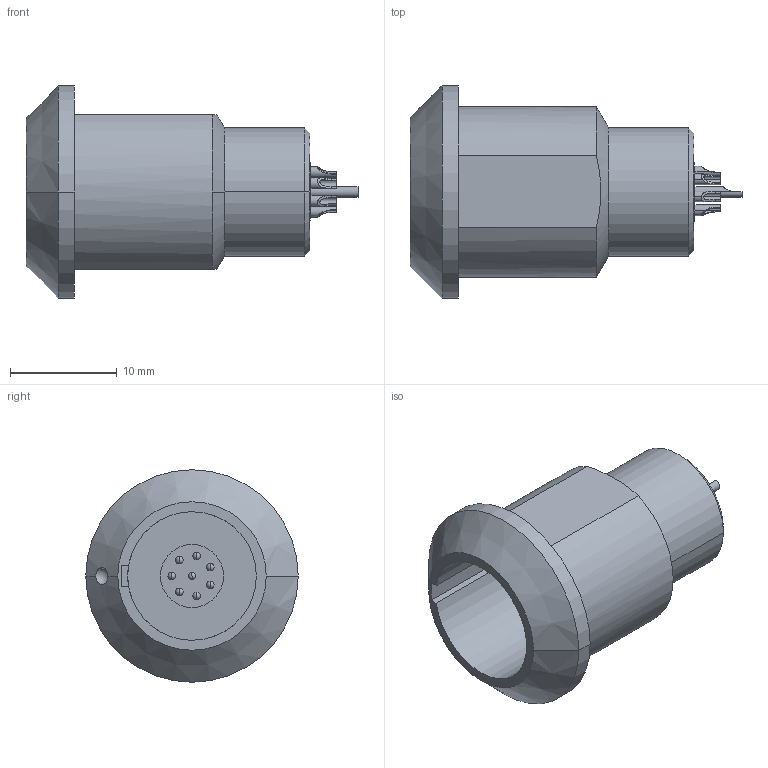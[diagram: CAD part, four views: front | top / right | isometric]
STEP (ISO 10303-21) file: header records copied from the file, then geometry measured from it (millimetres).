
FILE_DESCRIPTION((''),'2;1');
FILE_NAME('GL1K0C-P08M','2013-01-22T',('rtrager'),(''),'PRO/ENGINEER BY PARAMETRIC TECHNOLOGY CORPORATION, 2010330','PRO/ENGINEER BY PARAMETRIC TECHNOLOGY CORPORATION, 2010330','');
FILE_SCHEMA(('CONFIG_CONTROL_DESIGN'));
Length unit declared in the file: millimetre
Products named in the file (1): GL1K0C-P08M
Bounding box: 31.1 x 19.9 x 19.9 mm (x, y, z)
Volume: 3083.9 mm3; surface area: 2547.1 mm2
Topology: 1 solids, 1 shells, 145 faces, 369 edges, 228 vertices
Faces by surface type: cylinder 73, plane 34, sphere 17, bspline 8, torus 7, cone 6
Entity records: 5077 total; most frequent: CARTESIAN_POINT 1582, DIRECTION 753, ORIENTED_EDGE 702, EDGE_CURVE 351, AXIS2_PLACEMENT_3D 309, VERTEX_POINT 228, CIRCLE 172, EDGE_LOOP 165
